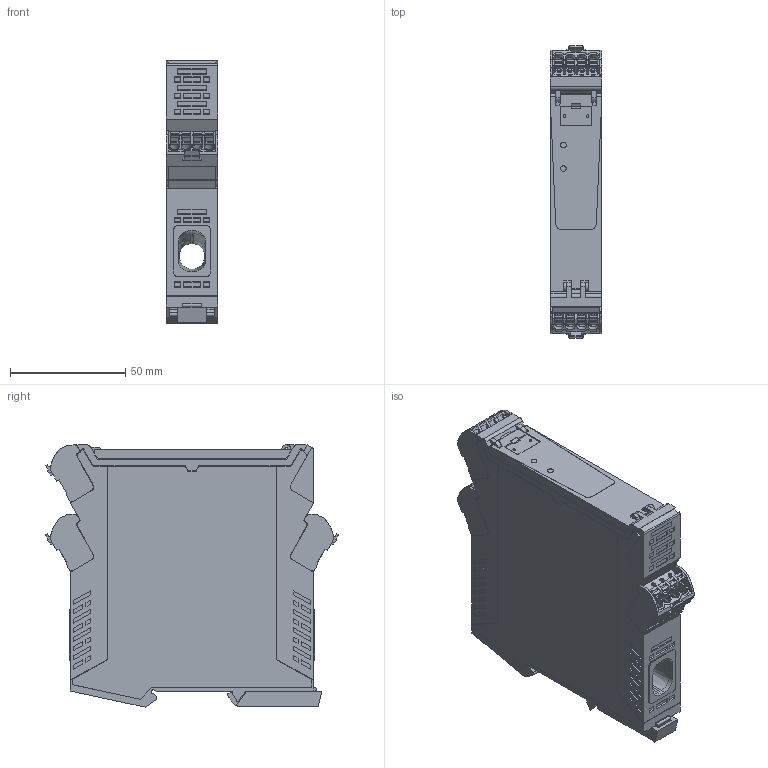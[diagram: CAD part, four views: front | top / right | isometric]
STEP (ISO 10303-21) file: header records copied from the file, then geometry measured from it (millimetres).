
FILE_DESCRIPTION(('CATIA V5 STEP Exchange','CAx-IF Rec.Pracs.--- Model Styling and Organization---1.4--- 2014-01-23'),'2;1');
FILE_NAME ('D1365927_2', '2019-03-08T08:47:01+00:00', ('none'), ('Weidmueller'), 'CATIA Version 5-6 Release 2016 SP3 HF44', 'CATIA V5 STEP AP214', 'none');
FILE_SCHEMA(('AUTOMOTIVE_DESIGN { 1 0 10303 214 1 1 1 1 }'));
Products named in the file (1): S3D_ACT20P_CMT_XXX_AO_RC_P
Bounding box: 22.5 x 127.12 x 114.02 mm (x, y, z)
Volume: 247029.9 mm3; surface area: 63043.1 mm2
Topology: 42 solids, 42 shells, 2129 faces, 6271 edges, 4342 vertices
Faces by surface type: plane 1642, cylinder 297, cone 72, extrusion 68, torus 24, bspline 20, sphere 6
Entity records: 71764 total; most frequent: CARTESIAN_POINT 17194, ORIENTED_EDGE 12534, DIRECTION 8014, EDGE_CURVE 6267, VECTOR 4706, LINE 4638, VERTEX_POINT 4342, EDGE_LOOP 2273
